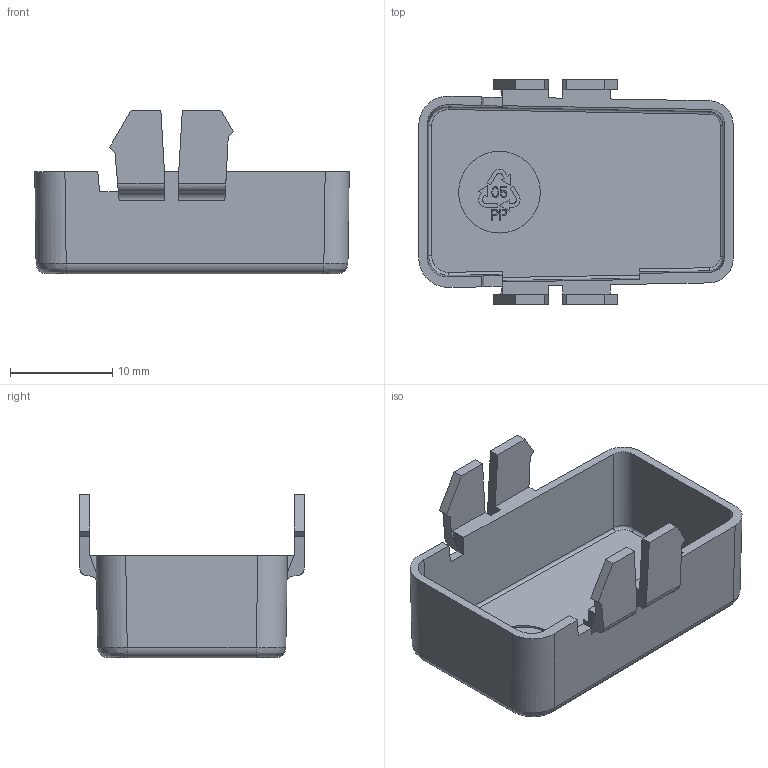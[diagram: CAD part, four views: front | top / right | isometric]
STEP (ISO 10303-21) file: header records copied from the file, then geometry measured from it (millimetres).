
FILE_DESCRIPTION((''),'2;1');
FILE_NAME('001720_205_00','2020-01-31T',('presta_be4'),(''),'CREO PARAMETRIC BY PTC INC, 2018360','CREO PARAMETRIC BY PTC INC, 2018360','');
FILE_SCHEMA(('CONFIG_CONTROL_DESIGN'));
Length unit declared in the file: millimetre
Products named in the file (1): 001720_205_00
Bounding box: 30.8 x 22 x 16 mm (x, y, z)
Volume: 1328 mm3; surface area: 3154 mm2
Topology: 1 solids, 1 shells, 541 faces, 1486 edges, 982 vertices
Faces by surface type: plane 337, extrusion 160, cylinder 36, bspline 8
Entity records: 18034 total; most frequent: CARTESIAN_POINT 4945, ORIENTED_EDGE 2972, DIRECTION 2072, EDGE_CURVE 1486, VECTOR 1246, LINE 1086, VERTEX_POINT 982, EDGE_LOOP 576
